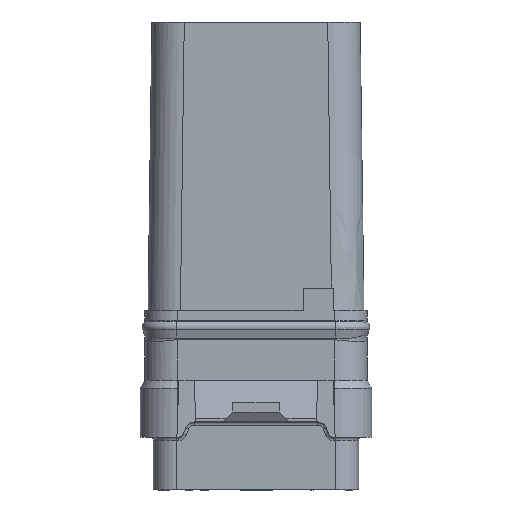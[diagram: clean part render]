
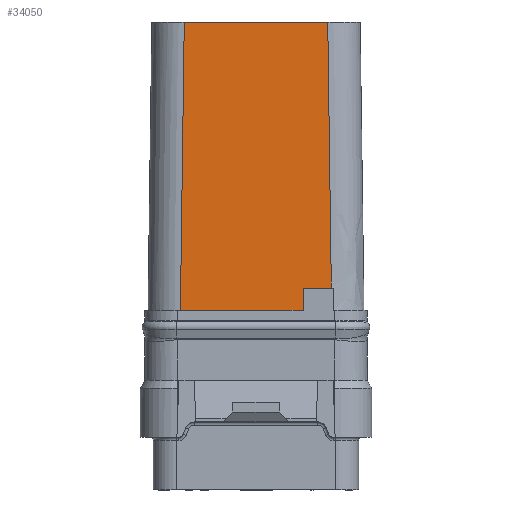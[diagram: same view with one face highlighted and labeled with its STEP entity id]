
A CAD part, front view. The second image highlights one B-rep face of the part: STEP entity #34050.
In plain terms, the highlighted planar face has unit normal (0, -1, 0.013).
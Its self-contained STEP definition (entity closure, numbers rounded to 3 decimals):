
#61=DIRECTION('',(1.,0.,0.));
#62=VECTOR('',#61,7.95);
#63=CARTESIAN_POINT('',(-4.9,-6.,0.));
#64=LINE('',#63,#62);
#65=DIRECTION('',(0.,0.013,1.));
#66=VECTOR('',#65,1.45);
#67=CARTESIAN_POINT('',(3.05,-6.,0.));
#68=LINE('',#67,#66);
#69=DIRECTION('',(0.013,0.013,1.));
#70=VECTOR('',#69,18.683);
#71=CARTESIAN_POINT('',(-4.9,-6.,0.));
#72=LINE('',#71,#70);
#73=DIRECTION('',(-1.,0.,0.));
#74=VECTOR('',#73,1.831);
#75=CARTESIAN_POINT('',(4.881,-5.981,1.45));
#76=LINE('',#75,#74);
#106=DIRECTION('',(-0.013,0.013,1.));
#107=VECTOR('',#106,17.233);
#108=CARTESIAN_POINT('',(4.881,-5.981,1.45));
#109=LINE('',#108,#107);
#5460=DIRECTION('',(1.,0.,0.));
#5461=VECTOR('',#5460,9.3);
#5462=CARTESIAN_POINT('',(-4.65,-5.75,18.68));
#5463=LINE('',#5462,#5461);
#27045=CARTESIAN_POINT('',(-4.65,-5.75,18.68));
#27046=VERTEX_POINT('',#27045);
#27047=CARTESIAN_POINT('',(4.65,-5.75,18.68));
#27048=VERTEX_POINT('',#27047);
#27061=CARTESIAN_POINT('',(-4.9,-6.,0.));
#27062=VERTEX_POINT('',#27061);
#27092=CARTESIAN_POINT('',(3.05,-6.,0.));
#27094=VERTEX_POINT('',#27092);
#27099=CARTESIAN_POINT('',(3.05,-5.981,1.45));
#27100=VERTEX_POINT('',#27099);
#27101=CARTESIAN_POINT('',(4.881,-5.981,1.45));
#27102=VERTEX_POINT('',#27101);
#34033=CARTESIAN_POINT('',(0.,-5.875,9.34));
#34034=DIRECTION('',(0.,-1.,0.013));
#34035=DIRECTION('',(1.,0.,0.));
#34036=AXIS2_PLACEMENT_3D('',#34033,#34034,#34035);
#34037=PLANE('',#34036);
#34038=ORIENTED_EDGE('',*,*,#34024,.F.);
#34039=ORIENTED_EDGE('',*,*,#34013,.F.);
#34041=ORIENTED_EDGE('',*,*,#34040,.T.);
#34043=ORIENTED_EDGE('',*,*,#34042,.T.);
#34045=ORIENTED_EDGE('',*,*,#34044,.F.);
#34047=ORIENTED_EDGE('',*,*,#34046,.T.);
#34048=EDGE_LOOP('',(#34038,#34039,#34041,#34043,#34045,#34047));
#34049=FACE_OUTER_BOUND('',#34048,.F.);
#34050=ADVANCED_FACE('',(#34049),#34037,.T.);
#34013=EDGE_CURVE('',#27062,#27094,#64,.T.);
#34024=EDGE_CURVE('',#27094,#27100,#68,.T.);
#34040=EDGE_CURVE('',#27062,#27046,#72,.T.);
#34042=EDGE_CURVE('',#27046,#27048,#5463,.T.);
#34044=EDGE_CURVE('',#27102,#27048,#109,.T.);
#34046=EDGE_CURVE('',#27102,#27100,#76,.T.);
